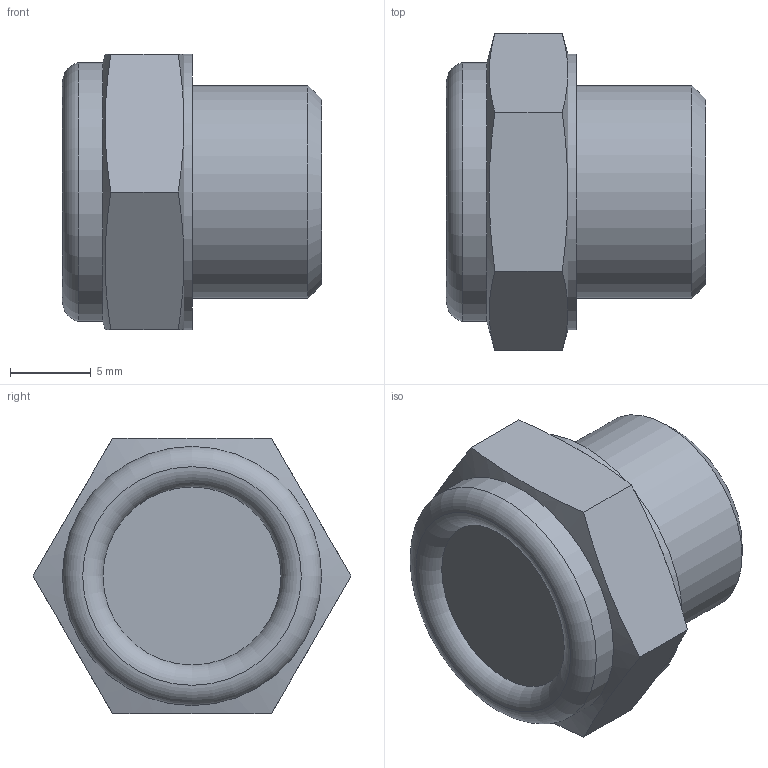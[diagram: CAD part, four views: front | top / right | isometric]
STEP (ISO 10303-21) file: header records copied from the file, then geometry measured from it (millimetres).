
FILE_DESCRIPTION( ( 'STEP AP214' ), '1' );
FILE_NAME( 'K0448.20014.stp', '2020-12-08T08:57:46', ( '' ), ( '' ), ' ', 'PARTsolutions', ' ' );
FILE_SCHEMA( ( 'AUTOMOTIVE_DESIGN { 1 0 10303 214 1 1 1 1 }' ) );
Length unit declared in the file: millimetre
Products named in the file (1): _K0448.20014
Bounding box: 16 x 19.63 x 17 mm (x, y, z)
Volume: 2176.2 mm3; surface area: 1537.8 mm2
Topology: 1 solids, 1 shells, 30 faces, 67 edges, 41 vertices
Faces by surface type: plane 13, cone 9, cylinder 6, torus 2
Full cylindrical faces by diameter (mm): 13.157 x1, 16 x1, 17 x1
Entity records: 1068 total; most frequent: CARTESIAN_POINT 215, DIRECTION 122, ORIENTED_EDGE 114, AXIS2_PLACEMENT_3D 58, EDGE_CURVE 57, EDGE_LOOP 40, VERTEX_POINT 39, FACE_OUTER_BOUND 35
